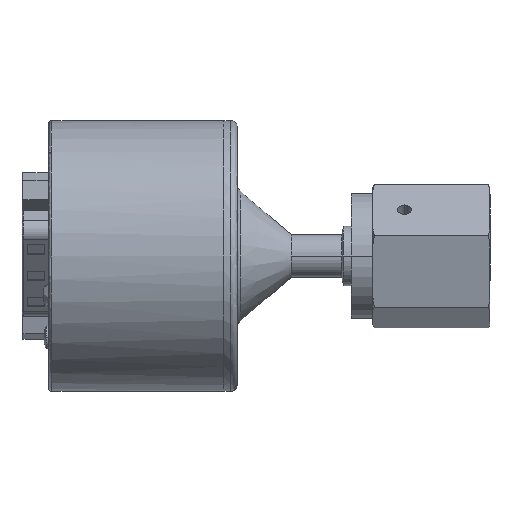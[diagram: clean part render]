
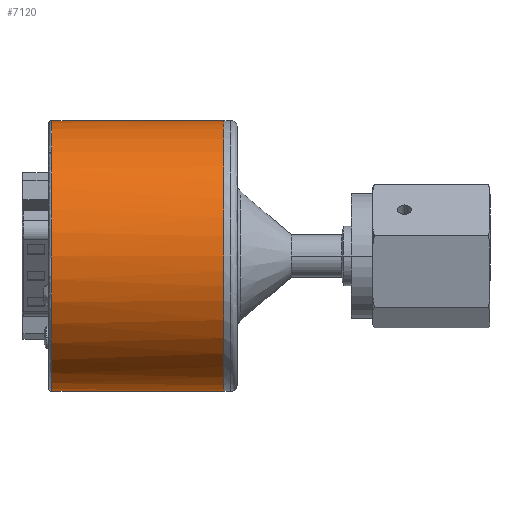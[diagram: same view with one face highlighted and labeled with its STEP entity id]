
A CAD part, left-side view. The second image highlights one B-rep face of the part: STEP entity #7120.
In plain terms, the highlighted cylindrical face has radius 20.1 mm (diameter 40.2 mm), a partial arc.
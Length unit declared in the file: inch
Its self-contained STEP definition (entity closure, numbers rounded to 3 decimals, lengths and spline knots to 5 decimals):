
#11 = CARTESIAN_POINT ( 'NONE',  ( -0.79135, 0.74803, -0.08594 ) ) ;
#190 = ORIENTED_EDGE ( 'NONE', *, *, #3186, .T. ) ;
#249 = AXIS2_PLACEMENT_3D ( 'NONE', #6486, #9045, #431 ) ;
#298 = VECTOR ( 'NONE', #10867, 39.37008 ) ;
#382 = FACE_OUTER_BOUND ( 'NONE', #2458, .T. ) ;
#431 = DIRECTION ( 'NONE',  ( 0., 0., 1. ) ) ;
#851 = CARTESIAN_POINT ( 'NONE',  ( -0.6292, 0.74803, -0.47992 ) ) ;
#876 = CARTESIAN_POINT ( 'NONE',  ( -0.06063, 0.74803, -0.79132 ) ) ;
#896 = EDGE_CURVE ( 'NONE', #4134, #9427, #4850, .T. ) ;
#914 = AXIS2_PLACEMENT_3D ( 'NONE', #3750, #8101, #10715 ) ;
#996 = CARTESIAN_POINT ( 'NONE',  ( -0.40535, 0.74803, -0.68233 ) ) ;
#1092 = ORIENTED_EDGE ( 'NONE', *, *, #3258, .T. ) ;
#1381 = CARTESIAN_POINT ( 'NONE',  ( -0.00001, 0.74803, -0.79133 ) ) ;
#1598 = CARTESIAN_POINT ( 'NONE',  ( -0.6292, 0.74803, -0.47992 ) ) ;
#1766 = ORIENTED_EDGE ( 'NONE', *, *, #6172, .T. ) ;
#1781 = ORIENTED_EDGE ( 'NONE', *, *, #2877, .T. ) ;
#1845 = CARTESIAN_POINT ( 'NONE',  ( -0.55276, 0.74803, 0.56923 ) ) ;
#1859 = CARTESIAN_POINT ( 'NONE',  ( -0.55011, 0.74803, -0.57207 ) ) ;
#2268 = CARTESIAN_POINT ( 'NONE',  ( -0.00001, 1.75197, 0.00002 ) ) ;
#2374 = ORIENTED_EDGE ( 'NONE', *, *, #896, .T. ) ;
#2394 = B_SPLINE_CURVE_WITH_KNOTS ( 'NONE', 3,
 ( #7793, #876, #6773, #2643, #7911, #996, #6093, #1859, #8589, #10350 ),
 .UNSPECIFIED., .F., .F.,
 ( 4, 2, 2, 2, 4 ),
 ( 0.43167, 0.57375, 0.71583, 0.85792, 1. ),
 .UNSPECIFIED. ) ;
#2458 = EDGE_LOOP ( 'NONE', ( #8980, #4575, #5862, #1766, #190, #1781, #1092, #2374 ) ) ;
#2492 = CARTESIAN_POINT ( 'NONE',  ( -0.43814, 0.74803, 0.6654 ) ) ;
#2584 = B_SPLINE_CURVE_WITH_KNOTS ( 'NONE', 3,
 ( #6196, #3774, #10679, #2910, #9825, #8755, #10454, #9605, #1845, #9667 ),
 .UNSPECIFIED., .F., .F.,
 ( 4, 2, 2, 2, 4 ),
 ( 0., 0.25, 0.5, 0.75, 1. ),
 .UNSPECIFIED. ) ;
#2643 = CARTESIAN_POINT ( 'NONE',  ( -0.23928, 0.74803, -0.75672 ) ) ;
#2691 = DIRECTION ( 'NONE',  ( 0., 1., 0. ) ) ;
#2877 = EDGE_CURVE ( 'NONE', #9582, #7585, #6255, .T. ) ;
#2910 = CARTESIAN_POINT ( 'NONE',  ( -0.76014, 0.74803, 0.22747 ) ) ;
#3186 = EDGE_CURVE ( 'NONE', #3239, #9582, #11046, .T. ) ;
#3239 = VERTEX_POINT ( 'NONE', #6331 ) ;
#3258 = EDGE_CURVE ( 'NONE', #7585, #4134, #4551, .T. ) ;
#3275 = B_SPLINE_CURVE_WITH_KNOTS ( 'NONE', 3,
 ( #851, #4313, #9304, #7764, #11, #11010 ),
 .UNSPECIFIED., .F., .F.,
 ( 4, 2, 4 ),
 ( 0., 0.5, 1. ),
 .UNSPECIFIED. ) ;
#3462 = CARTESIAN_POINT ( 'NONE',  ( -0.00001, 0.74803, 0.79135 ) ) ;
#3750 = CARTESIAN_POINT ( 'NONE',  ( -0.00001, 1.75197, 0.00002 ) ) ;
#3774 = CARTESIAN_POINT ( 'NONE',  ( -0.79135, 0.74803, 0.05755 ) ) ;
#4134 = VERTEX_POINT ( 'NONE', #10753 ) ;
#4306 = CARTESIAN_POINT ( 'NONE',  ( -0.50867, 0.74803, 0.60621 ) ) ;
#4313 = CARTESIAN_POINT ( 'NONE',  ( -0.68132, 0.74803, -0.41159 ) ) ;
#4502 = CARTESIAN_POINT ( 'NONE',  ( -0.00001, 1.75197, 0.79136 ) ) ;
#4551 = CIRCLE ( 'NONE', #914, 0.79134 ) ;
#4575 = ORIENTED_EDGE ( 'NONE', *, *, #9943, .T. ) ;
#4850 = CIRCLE ( 'NONE', #7746, 0.79134 ) ;
#4906 = CARTESIAN_POINT ( 'NONE',  ( -0.00001, 1.69291, -0.79132 ) ) ;
#4997 = CARTESIAN_POINT ( 'NONE',  ( -0.00001, 0.74803, 0.79135 ) ) ;
#5357 = VERTEX_POINT ( 'NONE', #1381 ) ;
#5668 = VERTEX_POINT ( 'NONE', #1598 ) ;
#5718 = DIRECTION ( 'NONE',  ( 0., -1., 0. ) ) ;
#5862 = ORIENTED_EDGE ( 'NONE', *, *, #6469, .T. ) ;
#6093 = CARTESIAN_POINT ( 'NONE',  ( -0.45657, 0.74803, -0.64917 ) ) ;
#6172 = EDGE_CURVE ( 'NONE', #10677, #3239, #2584, .T. ) ;
#6196 = CARTESIAN_POINT ( 'NONE',  ( -0.79134, 0.74803, 0. ) ) ;
#6255 = LINE ( 'NONE', #7163, #9971 ) ;
#6331 = CARTESIAN_POINT ( 'NONE',  ( -0.50867, 0.74803, 0.60621 ) ) ;
#6469 = EDGE_CURVE ( 'NONE', #5668, #10677, #3275, .T. ) ;
#6486 = CARTESIAN_POINT ( 'NONE',  ( -0.00001, 1.69291, 0.00002 ) ) ;
#6741 = CARTESIAN_POINT ( 'NONE',  ( -0.09209, 0.74803, 0.79136 ) ) ;
#6773 = CARTESIAN_POINT ( 'NONE',  ( -0.12124, 0.74803, -0.78433 ) ) ;
#7120 = ADVANCED_FACE ( 'NONE', ( #382 ), #8253, .T. ) ;
#7163 = CARTESIAN_POINT ( 'NONE',  ( -0.00001, 1.69291, 0.79136 ) ) ;
#7404 = LINE ( 'NONE', #4906, #298 ) ;
#7585 = VERTEX_POINT ( 'NONE', #4502 ) ;
#7746 = AXIS2_PLACEMENT_3D ( 'NONE', #2268, #5718, #10727 ) ;
#7764 = CARTESIAN_POINT ( 'NONE',  ( -0.77722, 0.74803, -0.17187 ) ) ;
#7793 = CARTESIAN_POINT ( 'NONE',  ( -0.00001, 0.74803, -0.79133 ) ) ;
#7911 = CARTESIAN_POINT ( 'NONE',  ( -0.2967, 0.74803, -0.7361 ) ) ;
#8101 = DIRECTION ( 'NONE',  ( 0., -1., 0. ) ) ;
#8253 = CYLINDRICAL_SURFACE ( 'NONE', #249, 0.79134 ) ;
#8589 = CARTESIAN_POINT ( 'NONE',  ( -0.59244, 0.74803, -0.52812 ) ) ;
#8755 = CARTESIAN_POINT ( 'NONE',  ( -0.69289, 0.74803, 0.3866 ) ) ;
#8764 = CARTESIAN_POINT ( 'NONE',  ( -0.00001, 1.75197, -0.79132 ) ) ;
#8980 = ORIENTED_EDGE ( 'NONE', *, *, #11134, .F. ) ;
#9045 = DIRECTION ( 'NONE',  ( 0., 1., 0. ) ) ;
#9304 = CARTESIAN_POINT ( 'NONE',  ( -0.72221, 0.74803, -0.33471 ) ) ;
#9351 = CARTESIAN_POINT ( 'NONE',  ( -0.35719, 0.74803, 0.71214 ) ) ;
#9427 = VERTEX_POINT ( 'NONE', #8764 ) ;
#9582 = VERTEX_POINT ( 'NONE', #4997 ) ;
#9605 = CARTESIAN_POINT ( 'NONE',  ( -0.59279, 0.74803, 0.52741 ) ) ;
#9667 = CARTESIAN_POINT ( 'NONE',  ( -0.50867, 0.74803, 0.60621 ) ) ;
#9825 = CARTESIAN_POINT ( 'NONE',  ( -0.74153, 0.74803, 0.28229 ) ) ;
#9943 = EDGE_CURVE ( 'NONE', #5357, #5668, #2394, .T. ) ;
#9971 = VECTOR ( 'NONE', #2691, 39.37008 ) ;
#10256 = CARTESIAN_POINT ( 'NONE',  ( -0.79134, 0.74803, 0. ) ) ;
#10350 = CARTESIAN_POINT ( 'NONE',  ( -0.6292, 0.74803, -0.47992 ) ) ;
#10454 = CARTESIAN_POINT ( 'NONE',  ( -0.66286, 0.74803, 0.43609 ) ) ;
#10677 = VERTEX_POINT ( 'NONE', #10256 ) ;
#10679 = CARTESIAN_POINT ( 'NONE',  ( -0.78505, 0.74803, 0.1151 ) ) ;
#10715 = DIRECTION ( 'NONE',  ( 0., 0., 1. ) ) ;
#10727 = DIRECTION ( 'NONE',  ( 0., 0., 1. ) ) ;
#10753 = CARTESIAN_POINT ( 'NONE',  ( -0.50868, 1.75197, 0.60622 ) ) ;
#10867 = DIRECTION ( 'NONE',  ( 0., 1., 0. ) ) ;
#11010 = CARTESIAN_POINT ( 'NONE',  ( -0.79134, 0.74803, 0. ) ) ;
#11046 = B_SPLINE_CURVE_WITH_KNOTS ( 'NONE', 3,
 ( #4306, #2492, #9351, #11230, #6741, #3462 ),
 .UNSPECIFIED., .F., .F.,
 ( 4, 2, 4 ),
 ( 0., 0.21583, 0.43166 ),
 .UNSPECIFIED. ) ;
#11134 = EDGE_CURVE ( 'NONE', #5357, #9427, #7404, .T. ) ;
#11230 = CARTESIAN_POINT ( 'NONE',  ( -0.18414, 0.74803, 0.77512 ) ) ;
